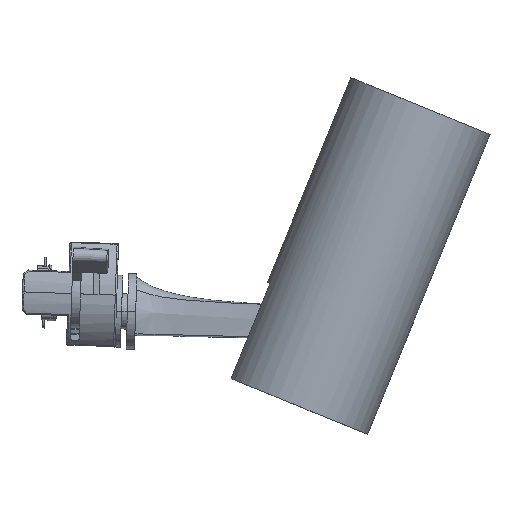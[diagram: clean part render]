
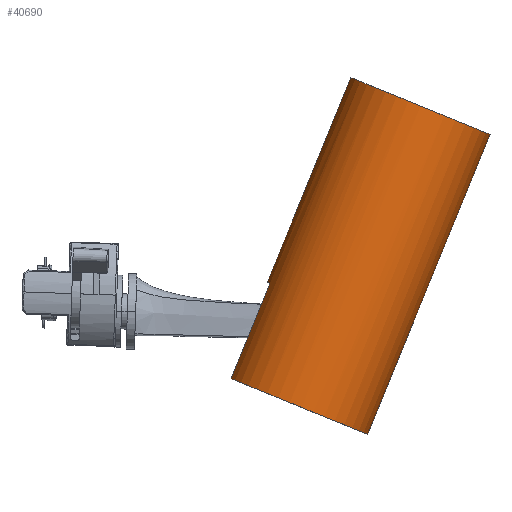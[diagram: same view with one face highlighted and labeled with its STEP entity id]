
A CAD part, left-side view. The second image highlights one B-rep face of the part: STEP entity #40690.
In plain terms, the highlighted cylindrical face has radius 25.5 mm (diameter 51 mm), a partial arc.
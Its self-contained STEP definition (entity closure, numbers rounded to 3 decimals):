
#2022 = VERTEX_POINT ( 'NONE', #41927 ) ;
#2656 = CARTESIAN_POINT ( 'NONE',  ( 0., 0., 25.5 ) ) ;
#4204 = DIRECTION ( 'NONE',  ( 0., 0., 1. ) ) ;
#4714 = DIRECTION ( 'NONE',  ( 0., 1., 0. ) ) ;
#5547 = CARTESIAN_POINT ( 'NONE',  ( 0., 0., 0. ) ) ;
#5702 = CARTESIAN_POINT ( 'NONE',  ( 0., 0., -25.5 ) ) ;
#5709 = ORIENTED_EDGE ( 'NONE', *, *, #47699, .T. ) ;
#6183 = EDGE_LOOP ( 'NONE', ( #5709, #30808, #11754, #50626, #39641, #9422 ) ) ;
#7934 = AXIS2_PLACEMENT_3D ( 'NONE', #22435, #48790, #4204 ) ;
#8457 = AXIS2_PLACEMENT_3D ( 'NONE', #44394, #53313, #22721 ) ;
#8624 = CIRCLE ( 'NONE', #7934, 25.5 ) ;
#9422 = ORIENTED_EDGE ( 'NONE', *, *, #53453, .T. ) ;
#9811 = DIRECTION ( 'NONE',  ( 0., 1., 0. ) ) ;
#11540 = DIRECTION ( 'NONE',  ( 0., 1., 0. ) ) ;
#11754 = ORIENTED_EDGE ( 'NONE', *, *, #54672, .T. ) ;
#12331 = VECTOR ( 'NONE', #37146, 1000. ) ;
#19634 = CIRCLE ( 'NONE', #8457, 25.5 ) ;
#22435 = CARTESIAN_POINT ( 'NONE',  ( 0., 0., 0. ) ) ;
#22721 = DIRECTION ( 'NONE',  ( 0., 0., 1. ) ) ;
#23507 = VECTOR ( 'NONE', #4714, 1000. ) ;
#23927 = CARTESIAN_POINT ( 'NONE',  ( 0., 35., 25.5 ) ) ;
#24124 = LINE ( 'NONE', #45679, #12331 ) ;
#24434 = AXIS2_PLACEMENT_3D ( 'NONE', #5547, #9811, #27057 ) ;
#26579 = DIRECTION ( 'NONE',  ( 0., 0., 1. ) ) ;
#27057 = DIRECTION ( 'NONE',  ( 0., 0., 1. ) ) ;
#29511 = FACE_OUTER_BOUND ( 'NONE', #6183, .T. ) ;
#30292 = VECTOR ( 'NONE', #11540, 1000. ) ;
#30808 = ORIENTED_EDGE ( 'NONE', *, *, #31492, .T. ) ;
#31492 = EDGE_CURVE ( 'NONE', #53948, #36211, #48484, .T. ) ;
#32282 = CYLINDRICAL_SURFACE ( 'NONE', #24434, 25.5 ) ;
#33237 = EDGE_CURVE ( 'NONE', #33735, #57281, #48308, .T. ) ;
#33735 = VERTEX_POINT ( 'NONE', #23927 ) ;
#34902 = CARTESIAN_POINT ( 'NONE',  ( 0., 110., 0. ) ) ;
#36211 = VERTEX_POINT ( 'NONE', #46020 ) ;
#36562 = EDGE_CURVE ( 'NONE', #33735, #2022, #19634, .T. ) ;
#37146 = DIRECTION ( 'NONE',  ( 0., -1., 0. ) ) ;
#39641 = ORIENTED_EDGE ( 'NONE', *, *, #36562, .T. ) ;
#40174 = AXIS2_PLACEMENT_3D ( 'NONE', #34902, #53127, #26579 ) ;
#40690 = ADVANCED_FACE ( 'NONE', ( #29511 ), #32282, .T. ) ;
#40858 = CARTESIAN_POINT ( 'NONE',  ( 0., 110., 25.5 ) ) ;
#40965 = CARTESIAN_POINT ( 'NONE',  ( 6.85, 0., 24.563 ) ) ;
#41927 = CARTESIAN_POINT ( 'NONE',  ( 6.85, 35., 24.563 ) ) ;
#44394 = CARTESIAN_POINT ( 'NONE',  ( 0., 35., 0. ) ) ;
#45195 = CARTESIAN_POINT ( 'NONE',  ( 0., 0., -25.5 ) ) ;
#45679 = CARTESIAN_POINT ( 'NONE',  ( 6.85, 0., 24.563 ) ) ;
#46020 = CARTESIAN_POINT ( 'NONE',  ( 0., 110., -25.5 ) ) ;
#47699 = EDGE_CURVE ( 'NONE', #52238, #53948, #8624, .T. ) ;
#48308 = LINE ( 'NONE', #2656, #30292 ) ;
#48484 = LINE ( 'NONE', #45195, #23507 ) ;
#48790 = DIRECTION ( 'NONE',  ( 0., 1., 0. ) ) ;
#50626 = ORIENTED_EDGE ( 'NONE', *, *, #33237, .F. ) ;
#50949 = CIRCLE ( 'NONE', #40174, 25.5 ) ;
#52238 = VERTEX_POINT ( 'NONE', #40965 ) ;
#53127 = DIRECTION ( 'NONE',  ( 0., -1., 0. ) ) ;
#53313 = DIRECTION ( 'NONE',  ( 0., 1., 0. ) ) ;
#53453 = EDGE_CURVE ( 'NONE', #2022, #52238, #24124, .T. ) ;
#53948 = VERTEX_POINT ( 'NONE', #5702 ) ;
#54672 = EDGE_CURVE ( 'NONE', #36211, #57281, #50949, .T. ) ;
#57281 = VERTEX_POINT ( 'NONE', #40858 ) ;
